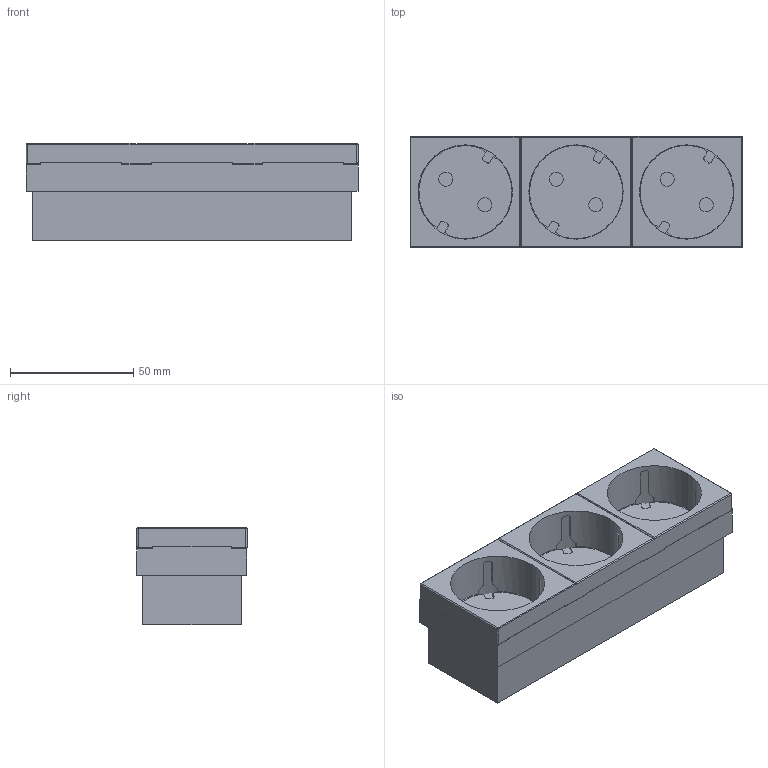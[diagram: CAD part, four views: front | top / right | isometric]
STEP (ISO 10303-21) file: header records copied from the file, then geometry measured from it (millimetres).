
FILE_DESCRIPTION (( 'STEP AP214' ), '1' );
FILE_NAME ('6120510.STP', '2020-12-03T16:19:04', ( '' ), ( '' ), 'SwSTEP 2.0', 'SolidWorks 2020', '' );
FILE_SCHEMA (( 'AUTOMOTIVE_DESIGN' ));
Length unit declared in the file: millimetre
Products named in the file (3): 6120510; 072100_Standard; 072096_Standard
Assembly tree (2 placements, depth 2):
  6120510
    072096_Standard
    072100_Standard
Bounding box: 134.9 x 45 x 39.6 mm (x, y, z)
Volume: 163924.2 mm3; surface area: 76563.2 mm2
Topology: 3 solids, 3 shells, 1026 faces, 2908 edges, 1862 vertices
Faces by surface type: plane 530, cylinder 335, bspline 149, cone 12
Entity records: 42438 total; most frequent: CARTESIAN_POINT 16771, ORIENTED_EDGE 5780, DIRECTION 4731, EDGE_CURVE 2890, VERTEX_POINT 1862, LINE 1831, VECTOR 1831, AXIS2_PLACEMENT_3D 1450
